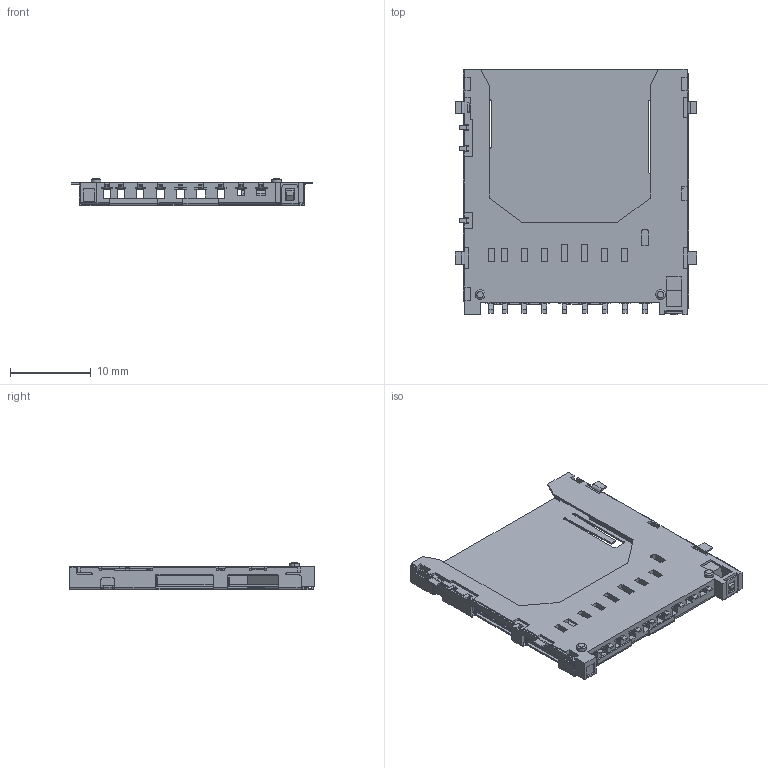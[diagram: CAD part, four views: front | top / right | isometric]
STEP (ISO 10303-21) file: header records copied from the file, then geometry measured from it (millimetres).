
FILE_DESCRIPTION(('STEP AP242'),'1');
FILE_NAME('dm1aa-sf-pej_21_.stp','2020-07-20T13:18:13',('TraceParts'),('TraceParts S.A.'),'Spatial InterOp 3D',' ',' ');
FILE_SCHEMA(('AP242_MANAGED_MODEL_BASED_3D_ENGINEERING_MIM_LF {1 0 10303 442 1 1 4}'));
Length unit declared in the file: millimetre
Products named in the file (1): dm1aa-sf-pej_21_
Bounding box: 30 x 30.5 x 3.45 mm (x, y, z)
Volume: 638.5 mm3; surface area: 3103.7 mm2
Topology: 1 solids, 1 shells, 938 faces, 2795 edges, 1814 vertices
Faces by surface type: plane 721, cylinder 213, cone 4
Entity records: 38862 total; most frequent: CARTESIAN_POINT 5668, ORIENTED_EDGE 5590, DIRECTION 5094, EDGE_CURVE 2795, LINE 2354, VECTOR 2354, VERTEX_POINT 1814, AXIS2_PLACEMENT_3D 1370
